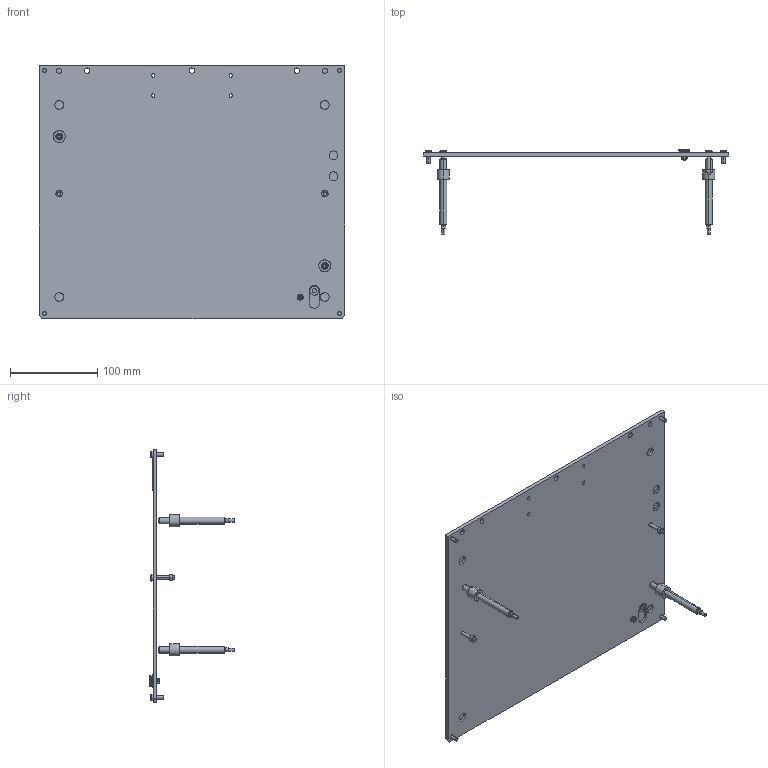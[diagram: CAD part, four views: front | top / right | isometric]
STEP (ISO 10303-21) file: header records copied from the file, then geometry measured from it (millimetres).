
FILE_DESCRIPTION (( 'STEP AP214' ), '1' );
FILE_NAME ('41812~2.STEP', '2018-08-24T13:28:24', ( '' ), ( '' ), 'SwSTEP 2.0', 'SolidWorks 2018', '' );
FILE_SCHEMA (( 'AUTOMOTIVE_DESIGN' ));
Length unit declared in the file: millimetre
Products named in the file (12): DIN7991~n_M03,0x010 VA; 38205~0_ S; 39695~0_S; 38201~0_ S; DIN934~n_M03,0; 41807~5_S; 41812~2; DIN988~n_05x10x0,3; DIN934~n_M04,0; 52394~1_S; DIN125~n_03,2 M03,0; 48213~0_S
Assembly tree (17 placements, depth 2):
  41812~2
    41807~5_S
    39695~0_S
    38205~0_ S  x2
    DIN934~n_M04,0  x2
    DIN988~n_05x10x0,3
    38201~0_ S  x4
    DIN7991~n_M03,0x010 VA
    DIN125~n_03,2 M03,0
    DIN934~n_M03,0
    48213~0_S
    52394~1_S  x2
Bounding box: 350 x 97.7 x 290 mm (x, y, z)
Volume: 415689.8 mm3; surface area: 223453.3 mm2
Topology: 17 solids, 17 shells, 1877 faces, 4919 edges, 3262 vertices
Faces by surface type: plane 832, bspline 821, cylinder 126, cone 78, torus 20
Entity records: 108965 total; most frequent: CARTESIAN_POINT 53427, ORIENTED_EDGE 9370, DIRECTION 5211, EDGE_CURVE 4685, VERTEX_POINT 3114, VECTOR 2703, LINE 2703, EDGE_LOOP 1987
